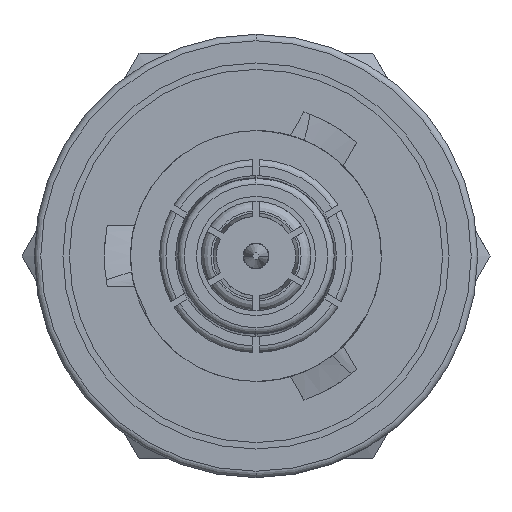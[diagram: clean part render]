
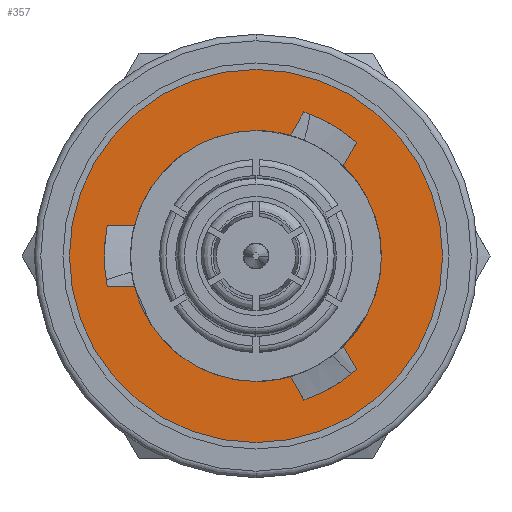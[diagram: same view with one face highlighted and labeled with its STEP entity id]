
A CAD part, left-side view. The second image highlights one B-rep face of the part: STEP entity #357.
In plain terms, the highlighted face is planar.
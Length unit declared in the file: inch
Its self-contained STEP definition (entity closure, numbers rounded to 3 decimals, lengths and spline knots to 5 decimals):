
#357 = ADVANCED_FACE ( 'NONE', ( #31766, #20691 ), #6886, .F. ) ;
#596 = CIRCLE ( 'NONE', #7533, 0.195 ) ;
#630 = CARTESIAN_POINT ( 'NONE',  ( 0., 0.23117, -0.0475 ) ) ;
#719 = VERTEX_POINT ( 'NONE', #28534 ) ;
#983 = EDGE_CURVE ( 'NONE', #25446, #25432, #2203, .T. ) ;
#1011 = CARTESIAN_POINT ( 'NONE',  ( 0., 0., 0.29 ) ) ;
#1196 = VERTEX_POINT ( 'NONE', #10302 ) ;
#1207 = VECTOR ( 'NONE', #4818, 39.37008 ) ;
#1637 = EDGE_CURVE ( 'NONE', #26014, #30003, #34784, .T. ) ;
#1676 = EDGE_CURVE ( 'NONE', #30960, #26014, #29516, .T. ) ;
#1716 = CARTESIAN_POINT ( 'NONE',  ( 0., 0., 0. ) ) ;
#1808 = DIRECTION ( 'NONE',  ( 0., 0., 1. ) ) ;
#2203 = LINE ( 'NONE', #29608, #25260 ) ;
#2520 = DIRECTION ( 'NONE',  ( 0., 0., 1. ) ) ;
#3259 = DIRECTION ( 'NONE',  ( -1., 0., 0. ) ) ;
#3487 = EDGE_LOOP ( 'NONE', ( #9993, #5329 ) ) ;
#3574 = EDGE_CURVE ( 'NONE', #9432, #34557, #30876, .T. ) ;
#4067 = CARTESIAN_POINT ( 'NONE',  ( 0., -0.15672, -0.17645 ) ) ;
#4495 = EDGE_CURVE ( 'NONE', #19585, #5111, #11624, .T. ) ;
#4504 = DIRECTION ( 'NONE',  ( -1., 0., 0. ) ) ;
#4525 = CARTESIAN_POINT ( 'NONE',  ( 0., 0., 0. ) ) ;
#4549 = ORIENTED_EDGE ( 'NONE', *, *, #8152, .T. ) ;
#4610 = CARTESIAN_POINT ( 'NONE',  ( 0., -0.05343, -0.18754 ) ) ;
#4740 = EDGE_CURVE ( 'NONE', #1196, #15902, #22678, .T. ) ;
#4818 = DIRECTION ( 'NONE',  ( 0., 1., 0. ) ) ;
#5111 = VERTEX_POINT ( 'NONE', #10558 ) ;
#5174 = EDGE_CURVE ( 'NONE', #15902, #30960, #25585, .T. ) ;
#5329 = ORIENTED_EDGE ( 'NONE', *, *, #9429, .F. ) ;
#5397 = CARTESIAN_POINT ( 'NONE',  ( 0., 0., 0. ) ) ;
#5987 = CARTESIAN_POINT ( 'NONE',  ( 0., -0.07445, -0.22395 ) ) ;
#6479 = DIRECTION ( 'NONE',  ( 0., 0.5, -0.866 ) ) ;
#6886 = PLANE ( 'NONE',  #24066 ) ;
#7533 = AXIS2_PLACEMENT_3D ( 'NONE', #5397, #8651, #33336 ) ;
#7586 = DIRECTION ( 'NONE',  ( 0., 0., 1. ) ) ;
#7760 = CARTESIAN_POINT ( 'NONE',  ( 0., -0.15672, 0.17645 ) ) ;
#8026 = CARTESIAN_POINT ( 'NONE',  ( 0., 0., 0.195 ) ) ;
#8110 = CARTESIAN_POINT ( 'NONE',  ( 0., 0., 0. ) ) ;
#8152 = EDGE_CURVE ( 'NONE', #5111, #9432, #23957, .T. ) ;
#8178 = AXIS2_PLACEMENT_3D ( 'NONE', #10125, #21205, #32264 ) ;
#8203 = DIRECTION ( 'NONE',  ( -1., 0., 0. ) ) ;
#8309 = ORIENTED_EDGE ( 'NONE', *, *, #12936, .T. ) ;
#8576 = LINE ( 'NONE', #630, #12133 ) ;
#8651 = DIRECTION ( 'NONE',  ( -1., 0., 0. ) ) ;
#9429 = EDGE_CURVE ( 'NONE', #35280, #15443, #21447, .T. ) ;
#9432 = VERTEX_POINT ( 'NONE', #4610 ) ;
#9614 = CARTESIAN_POINT ( 'NONE',  ( 0., 0.195, 0. ) ) ;
#9672 = LINE ( 'NONE', #4067, #30381 ) ;
#9940 = CARTESIAN_POINT ( 'NONE',  ( 0., 0., 0. ) ) ;
#9993 = ORIENTED_EDGE ( 'NONE', *, *, #29279, .F. ) ;
#10030 = AXIS2_PLACEMENT_3D ( 'NONE', #8110, #29929, #2520 ) ;
#10125 = CARTESIAN_POINT ( 'NONE',  ( 0., 0., 0. ) ) ;
#10302 = CARTESIAN_POINT ( 'NONE',  ( 0., -0.05343, 0.18754 ) ) ;
#10505 = EDGE_LOOP ( 'NONE', ( #17402, #32306, #14628, #27866, #12720, #8309, #33678, #16731, #24821, #31902, #35343, #18439, #4549, #13956 ) ) ;
#10558 = CARTESIAN_POINT ( 'NONE',  ( 0., 0., -0.195 ) ) ;
#10608 = EDGE_CURVE ( 'NONE', #18464, #25446, #596, .T. ) ;
#11624 = CIRCLE ( 'NONE', #24996, 0.195 ) ;
#12133 = VECTOR ( 'NONE', #24954, 39.37008 ) ;
#12615 = DIRECTION ( 'NONE',  ( -1., 0., 0. ) ) ;
#12720 = ORIENTED_EDGE ( 'NONE', *, *, #13303, .T. ) ;
#12763 = DIRECTION ( 'NONE',  ( 0., 0., 1. ) ) ;
#12936 = EDGE_CURVE ( 'NONE', #719, #1196, #25746, .T. ) ;
#12999 = CARTESIAN_POINT ( 'NONE',  ( 0., -0.1357, -0.14004 ) ) ;
#13129 = CARTESIAN_POINT ( 'NONE',  ( 0., 0., 0. ) ) ;
#13303 = EDGE_CURVE ( 'NONE', #25432, #719, #32724, .T. ) ;
#13905 = EDGE_CURVE ( 'NONE', #34557, #27942, #14208, .T. ) ;
#13956 = ORIENTED_EDGE ( 'NONE', *, *, #3574, .T. ) ;
#14208 = CIRCLE ( 'NONE', #33873, 0.236 ) ;
#14628 = ORIENTED_EDGE ( 'NONE', *, *, #10608, .T. ) ;
#15309 = DIRECTION ( 'NONE',  ( -1., 0., 0. ) ) ;
#15443 = VERTEX_POINT ( 'NONE', #1011 ) ;
#15541 = DIRECTION ( 'NONE',  ( 0., 0., 1. ) ) ;
#15701 = AXIS2_PLACEMENT_3D ( 'NONE', #20979, #12615, #15541 ) ;
#15902 = VERTEX_POINT ( 'NONE', #8026 ) ;
#16481 = CARTESIAN_POINT ( 'NONE',  ( 0., -0.1357, 0.14004 ) ) ;
#16731 = ORIENTED_EDGE ( 'NONE', *, *, #5174, .T. ) ;
#17044 = CARTESIAN_POINT ( 'NONE',  ( 0., -0.07445, -0.22395 ) ) ;
#17402 = ORIENTED_EDGE ( 'NONE', *, *, #13905, .T. ) ;
#17912 = CARTESIAN_POINT ( 'NONE',  ( 0., 0.23117, 0.0475 ) ) ;
#17993 = DIRECTION ( 'NONE',  ( -1., 0., 0. ) ) ;
#18231 = CIRCLE ( 'NONE', #31520, 0.29 ) ;
#18439 = ORIENTED_EDGE ( 'NONE', *, *, #4495, .T. ) ;
#18464 = VERTEX_POINT ( 'NONE', #12999 ) ;
#19297 = DIRECTION ( 'NONE',  ( 0., 0., 1. ) ) ;
#19585 = VERTEX_POINT ( 'NONE', #25907 ) ;
#20691 = FACE_BOUND ( 'NONE', #10505, .T. ) ;
#20979 = CARTESIAN_POINT ( 'NONE',  ( 0., 0., 0. ) ) ;
#21205 = DIRECTION ( 'NONE',  ( -1., 0., 0. ) ) ;
#21222 = DIRECTION ( 'NONE',  ( -1., 0., 0. ) ) ;
#21447 = CIRCLE ( 'NONE', #28983, 0.29 ) ;
#22678 = CIRCLE ( 'NONE', #29087, 0.195 ) ;
#22922 = EDGE_CURVE ( 'NONE', #30003, #19585, #8576, .T. ) ;
#23026 = CARTESIAN_POINT ( 'NONE',  ( 0., -0.07445, 0.22395 ) ) ;
#23957 = CIRCLE ( 'NONE', #10030, 0.195 ) ;
#24066 = AXIS2_PLACEMENT_3D ( 'NONE', #9614, #17993, #28887 ) ;
#24821 = ORIENTED_EDGE ( 'NONE', *, *, #1676, .T. ) ;
#24874 = DIRECTION ( 'NONE',  ( 0., 0., 1. ) ) ;
#24954 = DIRECTION ( 'NONE',  ( 0., -1., 0. ) ) ;
#24996 = AXIS2_PLACEMENT_3D ( 'NONE', #9940, #4504, #1808 ) ;
#25174 = CARTESIAN_POINT ( 'NONE',  ( 0., 0., -0.29 ) ) ;
#25260 = VECTOR ( 'NONE', #29963, 39.37008 ) ;
#25432 = VERTEX_POINT ( 'NONE', #7760 ) ;
#25446 = VERTEX_POINT ( 'NONE', #16481 ) ;
#25585 = CIRCLE ( 'NONE', #8178, 0.195 ) ;
#25746 = LINE ( 'NONE', #23026, #30943 ) ;
#25907 = CARTESIAN_POINT ( 'NONE',  ( 0., 0.18913, -0.0475 ) ) ;
#26014 = VERTEX_POINT ( 'NONE', #17912 ) ;
#26573 = CARTESIAN_POINT ( 'NONE',  ( 0., 0., 0. ) ) ;
#26782 = DIRECTION ( 'NONE',  ( 0., 0.5, 0.866 ) ) ;
#26963 = AXIS2_PLACEMENT_3D ( 'NONE', #1716, #29657, #12763 ) ;
#27578 = CARTESIAN_POINT ( 'NONE',  ( 0., 0.18913, 0.0475 ) ) ;
#27866 = ORIENTED_EDGE ( 'NONE', *, *, #983, .T. ) ;
#27942 = VERTEX_POINT ( 'NONE', #32272 ) ;
#28131 = CARTESIAN_POINT ( 'NONE',  ( 0., 0., 0. ) ) ;
#28298 = EDGE_CURVE ( 'NONE', #27942, #18464, #9672, .T. ) ;
#28534 = CARTESIAN_POINT ( 'NONE',  ( 0., -0.07445, 0.22395 ) ) ;
#28744 = DIRECTION ( 'NONE',  ( 0., 0., 1. ) ) ;
#28887 = DIRECTION ( 'NONE',  ( 0., 0., 1. ) ) ;
#28983 = AXIS2_PLACEMENT_3D ( 'NONE', #13129, #8203, #19297 ) ;
#29087 = AXIS2_PLACEMENT_3D ( 'NONE', #26573, #15309, #28744 ) ;
#29279 = EDGE_CURVE ( 'NONE', #15443, #35280, #18231, .T. ) ;
#29516 = LINE ( 'NONE', #29702, #1207 ) ;
#29608 = CARTESIAN_POINT ( 'NONE',  ( 0., -0.15672, 0.17645 ) ) ;
#29657 = DIRECTION ( 'NONE',  ( -1., 0., 0. ) ) ;
#29702 = CARTESIAN_POINT ( 'NONE',  ( 0., 0.23117, 0.0475 ) ) ;
#29929 = DIRECTION ( 'NONE',  ( -1., 0., 0. ) ) ;
#29963 = DIRECTION ( 'NONE',  ( 0., -0.5, 0.866 ) ) ;
#30003 = VERTEX_POINT ( 'NONE', #33644 ) ;
#30381 = VECTOR ( 'NONE', #26782, 39.37008 ) ;
#30876 = LINE ( 'NONE', #5987, #35351 ) ;
#30943 = VECTOR ( 'NONE', #6479, 39.37008 ) ;
#30960 = VERTEX_POINT ( 'NONE', #27578 ) ;
#31520 = AXIS2_PLACEMENT_3D ( 'NONE', #4525, #21222, #7586 ) ;
#31766 = FACE_OUTER_BOUND ( 'NONE', #3487, .T. ) ;
#31902 = ORIENTED_EDGE ( 'NONE', *, *, #1637, .T. ) ;
#32264 = DIRECTION ( 'NONE',  ( 0., 0., 1. ) ) ;
#32272 = CARTESIAN_POINT ( 'NONE',  ( 0., -0.15672, -0.17645 ) ) ;
#32306 = ORIENTED_EDGE ( 'NONE', *, *, #28298, .T. ) ;
#32724 = CIRCLE ( 'NONE', #26963, 0.236 ) ;
#33223 = DIRECTION ( 'NONE',  ( 0., -0.5, -0.866 ) ) ;
#33336 = DIRECTION ( 'NONE',  ( 0., 0., 1. ) ) ;
#33644 = CARTESIAN_POINT ( 'NONE',  ( 0., 0.23117, -0.0475 ) ) ;
#33678 = ORIENTED_EDGE ( 'NONE', *, *, #4740, .T. ) ;
#33873 = AXIS2_PLACEMENT_3D ( 'NONE', #28131, #3259, #24874 ) ;
#34557 = VERTEX_POINT ( 'NONE', #17044 ) ;
#34784 = CIRCLE ( 'NONE', #15701, 0.236 ) ;
#35280 = VERTEX_POINT ( 'NONE', #25174 ) ;
#35343 = ORIENTED_EDGE ( 'NONE', *, *, #22922, .T. ) ;
#35351 = VECTOR ( 'NONE', #33223, 39.37008 ) ;
